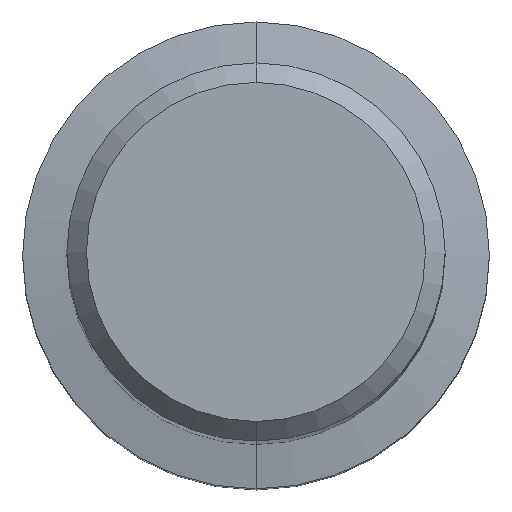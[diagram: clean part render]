
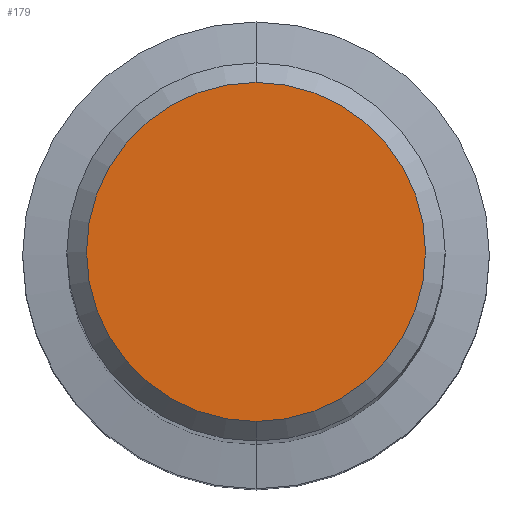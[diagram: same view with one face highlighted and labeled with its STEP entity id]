
A CAD part, top view. The second image highlights one B-rep face of the part: STEP entity #179.
In plain terms, the highlighted planar face has unit normal (0, 0, 1).
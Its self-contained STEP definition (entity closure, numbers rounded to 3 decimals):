
#123=VERTEX_POINT('',#322);
#173=VERTEX_POINT('',#377);
#179=ADVANCED_FACE('',(#384),#385,.T.);
#203=EDGE_CURVE('',#123,#173,#413,.T.);
#295=EDGE_CURVE('',#173,#123,#518,.T.);
#322=CARTESIAN_POINT('',(0.0,8.65,0.0));
#377=CARTESIAN_POINT('',(0.,-8.65,0.0));
#384=FACE_OUTER_BOUND('',#620,.T.);
#385=PLANE('',#621);
#413=CIRCLE('',#656,8.65);
#518=CIRCLE('',#791,8.65);
#620=EDGE_LOOP('',(#872,#873));
#621=AXIS2_PLACEMENT_3D('',#874,#875,#876);
#656=AXIS2_PLACEMENT_3D('',#922,#923,#924);
#791=AXIS2_PLACEMENT_3D('',#1060,#1061,#1062);
#872=ORIENTED_EDGE('',*,*,#203,.F.);
#873=ORIENTED_EDGE('',*,*,#295,.F.);
#874=CARTESIAN_POINT('',(0.0,4.325,0.0));
#875=DIRECTION('',(-0.0,0.0,1.0));
#876=DIRECTION('',(0.0,-1.0,0.0));
#922=CARTESIAN_POINT('',(0.0,0.0,0.0));
#923=DIRECTION('',(0.0,0.0,-1.0));
#924=DIRECTION('',(0.0,1.0,0.0));
#1060=CARTESIAN_POINT('',(0.0,0.0,0.0));
#1061=DIRECTION('',(0.0,0.0,-1.0));
#1062=DIRECTION('',(0.0,1.0,0.0));
